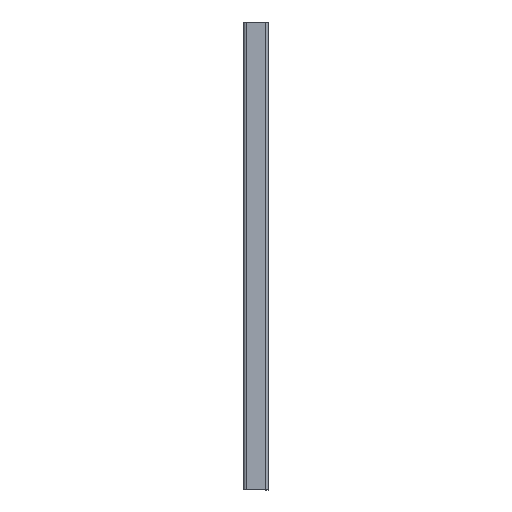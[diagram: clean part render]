
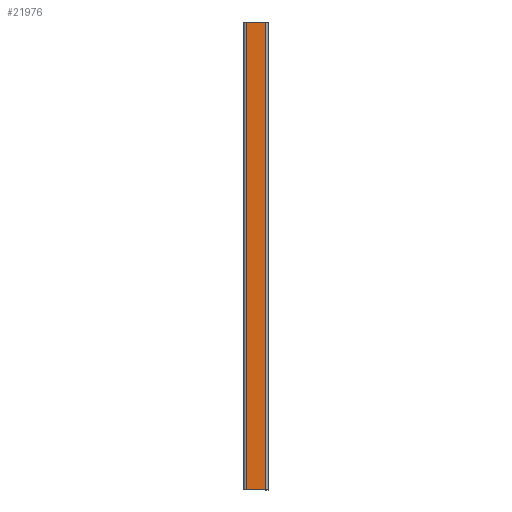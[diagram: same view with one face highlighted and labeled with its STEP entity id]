
A CAD part, left-side view. The second image highlights one B-rep face of the part: STEP entity #21976.
In plain terms, the highlighted planar face has unit normal (-1, 0, 0).
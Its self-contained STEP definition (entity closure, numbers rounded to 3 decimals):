
#308 = DIRECTION ( 'NONE',  ( 1., 0., 0. ) ) ;
#831 = CARTESIAN_POINT ( 'NONE',  ( -20.5, 18.75, -400. ) ) ;
#1266 = ORIENTED_EDGE ( 'NONE', *, *, #7402, .F. ) ;
#1534 = VERTEX_POINT ( 'NONE', #19130 ) ;
#1979 = VECTOR ( 'NONE', #22638, 1000. ) ;
#2680 = EDGE_CURVE ( 'NONE', #14146, #7894, #15909, .T. ) ;
#2784 = VECTOR ( 'NONE', #4710, 1000. ) ;
#4617 = EDGE_CURVE ( 'NONE', #1534, #14146, #22210, .T. ) ;
#4710 = DIRECTION ( 'NONE',  ( 0., 1., 0. ) ) ;
#6428 = CARTESIAN_POINT ( 'NONE',  ( -20.5, 2.25, -200. ) ) ;
#7306 = FACE_OUTER_BOUND ( 'NONE', #21765, .T. ) ;
#7402 = EDGE_CURVE ( 'NONE', #1534, #19159, #12452, .T. ) ;
#7894 = VERTEX_POINT ( 'NONE', #11475 ) ;
#8118 = ORIENTED_EDGE ( 'NONE', *, *, #4617, .T. ) ;
#8424 = VECTOR ( 'NONE', #22448, 1000. ) ;
#10060 = CARTESIAN_POINT ( 'NONE',  ( -20.5, 0., -200. ) ) ;
#10223 = CARTESIAN_POINT ( 'NONE',  ( -20.5, 0., 0. ) ) ;
#11263 = ORIENTED_EDGE ( 'NONE', *, *, #17438, .F. ) ;
#11475 = CARTESIAN_POINT ( 'NONE',  ( -20.5, 18.75, 0. ) ) ;
#12452 = LINE ( 'NONE', #20466, #2784 ) ;
#14146 = VERTEX_POINT ( 'NONE', #15768 ) ;
#14323 = ORIENTED_EDGE ( 'NONE', *, *, #2680, .T. ) ;
#14709 = VECTOR ( 'NONE', #17154, 1000. ) ;
#15768 = CARTESIAN_POINT ( 'NONE',  ( -20.5, 2.25, 0. ) ) ;
#15909 = LINE ( 'NONE', #10223, #8424 ) ;
#17154 = DIRECTION ( 'NONE',  ( 0., 0., 1. ) ) ;
#17438 = EDGE_CURVE ( 'NONE', #19159, #7894, #22737, .T. ) ;
#19094 = CARTESIAN_POINT ( 'NONE',  ( -20.5, 18.75, -200. ) ) ;
#19130 = CARTESIAN_POINT ( 'NONE',  ( -20.5, 2.25, -400. ) ) ;
#19159 = VERTEX_POINT ( 'NONE', #831 ) ;
#19220 = PLANE ( 'NONE',  #22287 ) ;
#19688 = DIRECTION ( 'NONE',  ( 0., 0., -1. ) ) ;
#20466 = CARTESIAN_POINT ( 'NONE',  ( -20.5, 0., -400. ) ) ;
#21765 = EDGE_LOOP ( 'NONE', ( #14323, #11263, #1266, #8118 ) ) ;
#21976 = ADVANCED_FACE ( 'NONE', ( #7306 ), #19220, .F. ) ;
#22210 = LINE ( 'NONE', #6428, #14709 ) ;
#22287 = AXIS2_PLACEMENT_3D ( 'NONE', #10060, #308, #19688 ) ;
#22448 = DIRECTION ( 'NONE',  ( 0., 1., 0. ) ) ;
#22638 = DIRECTION ( 'NONE',  ( 0., 0., 1. ) ) ;
#22737 = LINE ( 'NONE', #19094, #1979 ) ;
